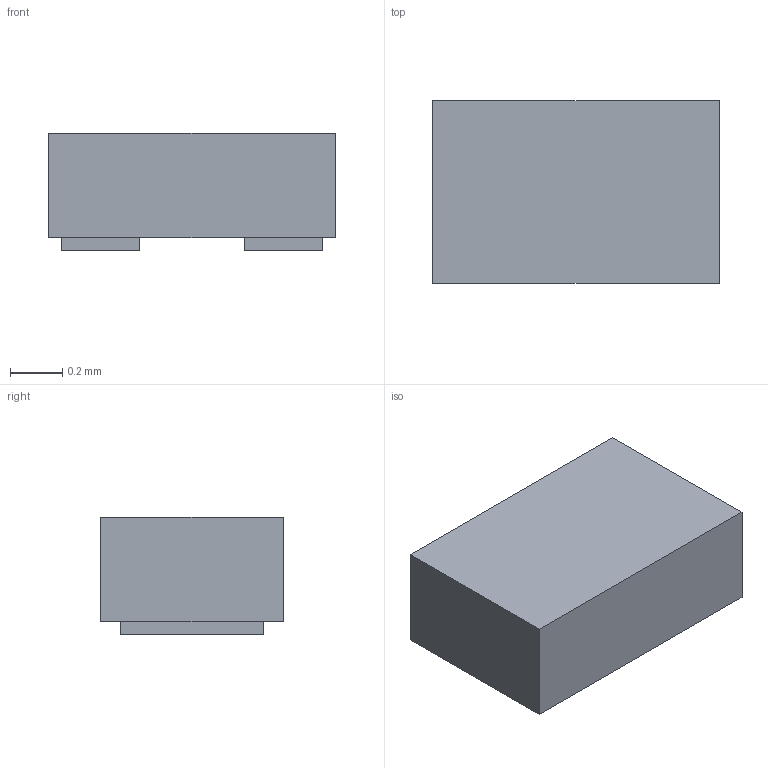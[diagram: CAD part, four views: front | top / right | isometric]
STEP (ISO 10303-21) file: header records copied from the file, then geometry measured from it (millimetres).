
FILE_DESCRIPTION(('FreeCAD Model'),'2;1');
FILE_NAME('TI_PX1SON.step','2019-02-24T11:27:41',('kicad StepUp'),('ksu MCAD'), 'Open CASCADE STEP processor 7.2','FreeCAD','Unknown');
FILE_SCHEMA(('AUTOMOTIVE_DESIGN { 1 0 10303 214 1 1 1 1 }'));
Length unit declared in the file: millimetre
Products named in the file (1): TI_PX1SON
Bounding box: 1.1 x 0.7 x 0.45 mm (x, y, z)
Volume: 0.3 mm3; surface area: 3.1 mm2
Topology: 1 solids, 1 shells, 16 faces, 36 edges, 24 vertices
Faces by surface type: plane 16
Entity records: 565 total; most frequent: CARTESIAN_POINT 77, ORIENTED_EDGE 72, DIRECTION 70, EDGE_CURVE 36, LINE 36, VECTOR 36, VERTEX_POINT 24, FACE_BOUND 18
